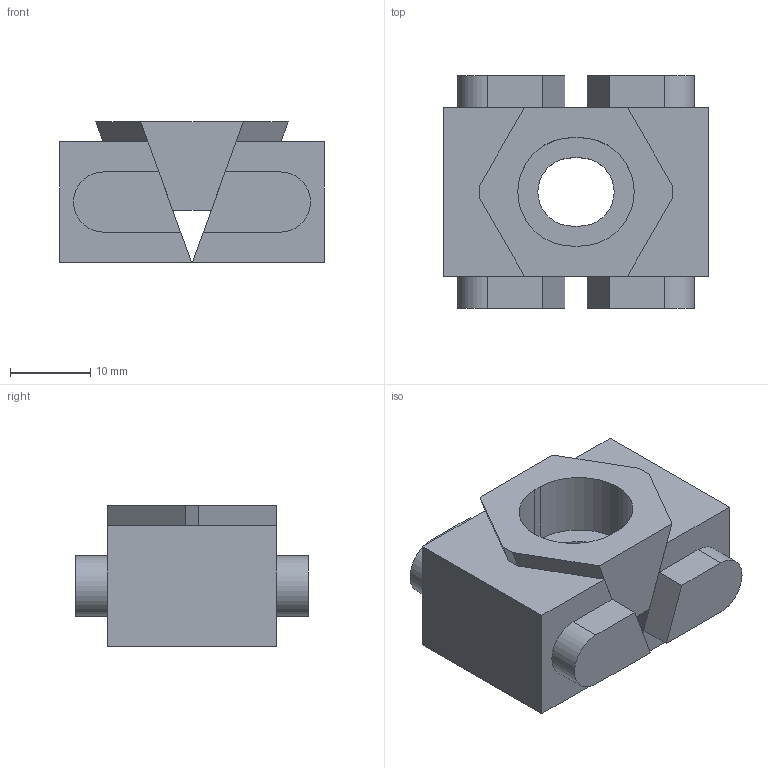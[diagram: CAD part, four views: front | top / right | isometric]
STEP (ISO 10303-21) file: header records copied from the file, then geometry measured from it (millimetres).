
FILE_DESCRIPTION (( 'STEP AP203' ), '1' );
FILE_NAME ('bk2-vt_3.STEP', '2019-12-03T00:41:13', ( '' ), ( '' ), 'SwSTEP 2.0', 'SolidWorks 2018', '' );
FILE_SCHEMA (( 'CONFIG_CONTROL_DESIGN' ));
Length unit declared in the file: millimetre
Products named in the file (4): bk2-vt_3_02; bk2-vt_3_03; bk2-vt_3; bk2-vt_3_01
Assembly tree (3 placements, depth 2):
  bk2-vt_3
    bk2-vt_3_01
    bk2-vt_3_02
    bk2-vt_3_03
Bounding box: 33 x 29 x 17.5 mm (x, y, z)
Volume: 10072.9 mm3; surface area: 5371.5 mm2
Topology: 3 solids, 3 shells, 57 faces, 142 edges, 92 vertices
Faces by surface type: plane 47, cylinder 10
Entity records: 2090 total; most frequent: CARTESIAN_POINT 297, DIRECTION 288, ORIENTED_EDGE 284, EDGE_CURVE 142, VECTOR 122, LINE 122, VERTEX_POINT 92, AXIS2_PLACEMENT_3D 83
